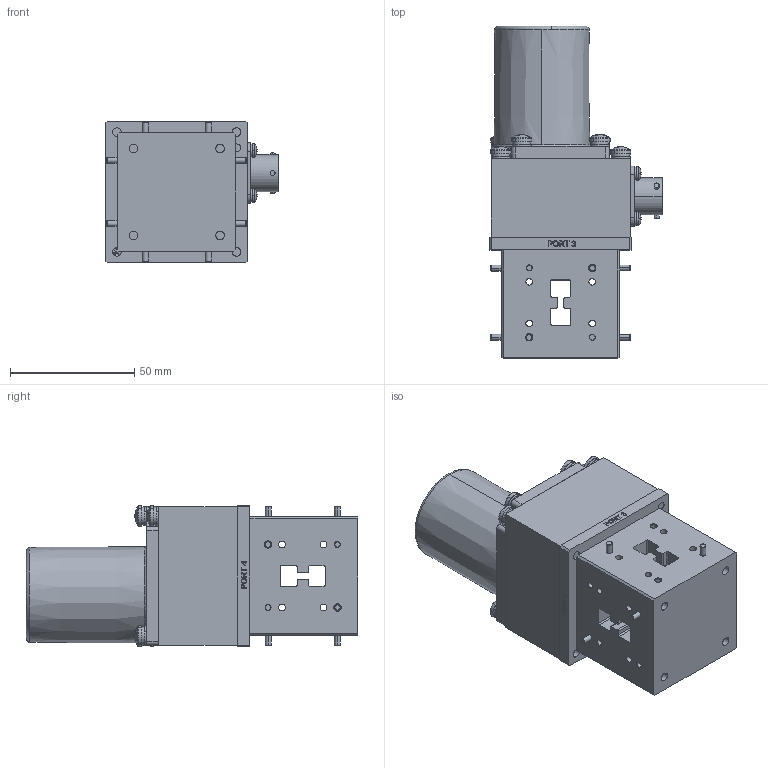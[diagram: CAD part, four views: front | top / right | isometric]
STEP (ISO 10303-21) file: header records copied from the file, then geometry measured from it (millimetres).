
FILE_DESCRIPTION (( 'STEP AP203' ), '1' );
FILE_NAME ('65APS.STEP', '2014-01-27T12:49:19', ( '' ), ( '' ), 'SwSTEP 2.0', 'SolidWorks 2014', '' );
FILE_SCHEMA (( 'CONFIG_CONTROL_DESIGN' ));
Length unit declared in the file: inch
Products named in the file (1): 65APS
Bounding box: 69.45 x 133.65 x 57.18 mm (x, y, z)
Surface area: 42346.6 mm2 (no closed solid volume)
Topology: 0 solids, 66 shells, 595 faces, 1871 edges, 1341 vertices
Faces by surface type: plane 275, cylinder 214, cone 34, torus 34, sphere 22, bspline 16
Entity records: 24489 total; most frequent: CARTESIAN_POINT 7809, DIRECTION 3630, ORIENTED_EDGE 2961, EDGE_CURVE 1871, AXIS2_PLACEMENT_3D 1391, VERTEX_POINT 1341, VECTOR 848, LINE 848
